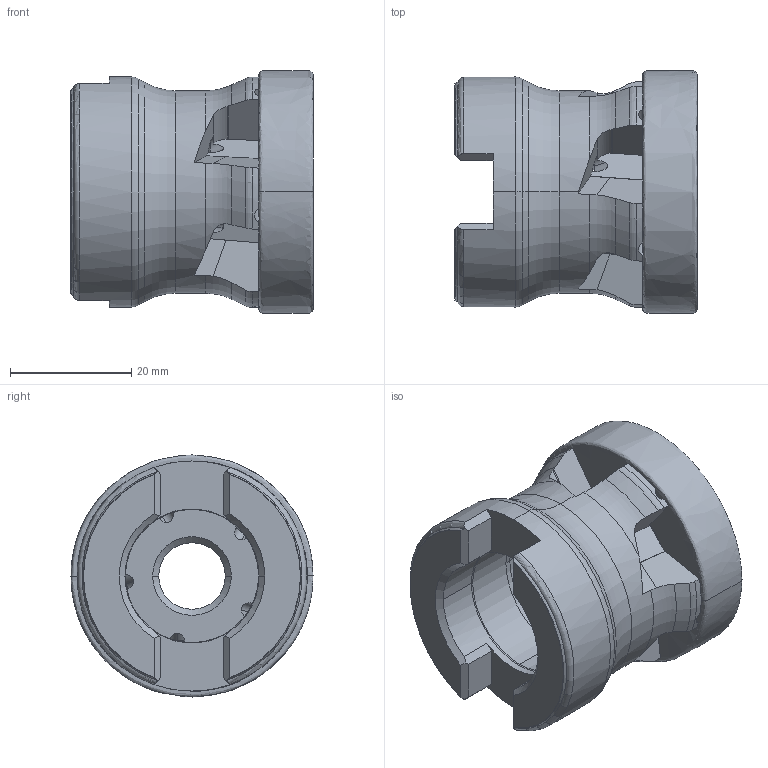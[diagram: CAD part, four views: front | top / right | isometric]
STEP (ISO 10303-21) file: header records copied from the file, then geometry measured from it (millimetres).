
FILE_DESCRIPTION (( 'STEP AP214' ), '1' );
FILE_NAME ('90PP-040-328-22-5.STEP', '2013-02-06T12:11:05', ( '' ), ( '' ), 'SwSTEP 2.0', 'SolidWorks 2013', '' );
FILE_SCHEMA (( 'AUTOMOTIVE_DESIGN' ));
Length unit declared in the file: millimetre
Products named in the file (1): 90PP-040-328-22-5
Bounding box: 40 x 39.98 x 39.98 mm (x, y, z)
Volume: 27011.2 mm3; surface area: 10360.6 mm2
Topology: 1 solids, 1 shells, 201 faces, 624 edges, 406 vertices
Faces by surface type: plane 88, cylinder 49, cone 34, torus 20, bspline 10
Entity records: 8687 total; most frequent: CARTESIAN_POINT 3458, ORIENTED_EDGE 1248, DIRECTION 891, EDGE_CURVE 624, VERTEX_POINT 406, AXIS2_PLACEMENT_3D 344, B_SPLINE_CURVE_WITH_KNOTS 210, EDGE_LOOP 204
